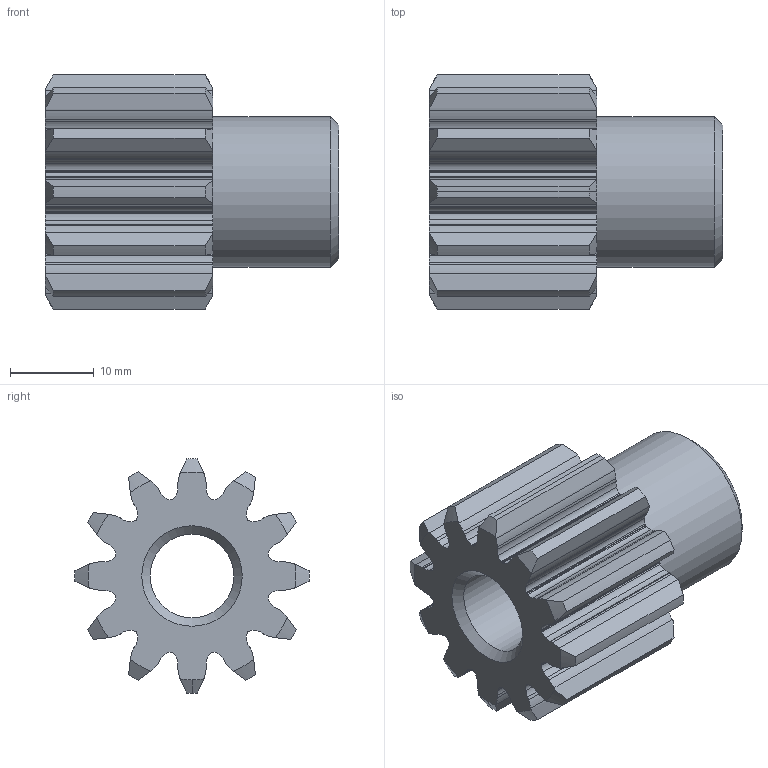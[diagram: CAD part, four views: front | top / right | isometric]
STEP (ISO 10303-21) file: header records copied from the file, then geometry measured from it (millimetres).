
FILE_DESCRIPTION(/* description */ ('Alibre Inc.'),/* implementation_level */ '2;1');
FILE_NAME(/* name */ 'export-975EF32E-AD10-4565-BEAD-B976A618A4F1',/* time_stamp */ '2024-06-28T17:42:10+02:00',/* author */ (''),/* organization */ (''),/* preprocessor_version */ 'ST-DEVELOPER v17',/* originating_system */ 'Alibre',/* authorisation */ '');
FILE_SCHEMA (('AUTOMOTIVE_DESIGN'));
Length unit declared in the file: millimetre
Products named in the file (1): 401020012
Bounding box: 35 x 28 x 28 mm (x, y, z)
Volume: 9845.2 mm3; surface area: 5437.7 mm2
Topology: 1 solids, 1 shells, 211 faces, 624 edges, 416 vertices
Faces by surface type: cylinder 179, cone 29, plane 3
Full cylindrical faces by diameter (mm): 10 x1, 18 x1
Entity records: 7244 total; most frequent: CARTESIAN_POINT 1373, DIRECTION 1343, ORIENTED_EDGE 1248, EDGE_CURVE 624, AXIS2_PLACEMENT_3D 581, VERTEX_POINT 416, CIRCLE 370, EDGE_LOOP 214
